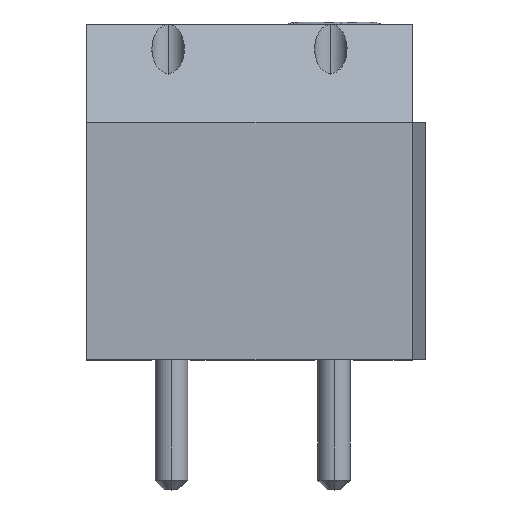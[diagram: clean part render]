
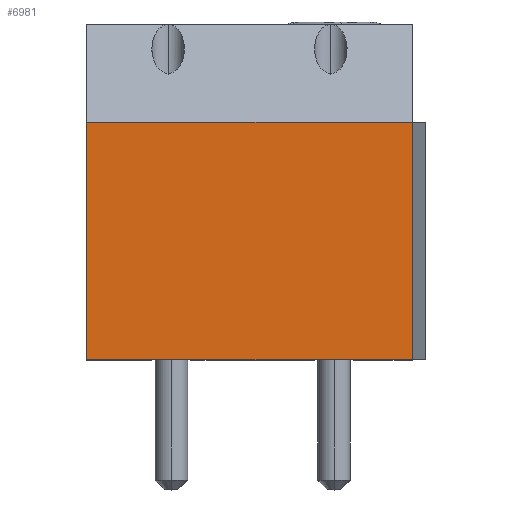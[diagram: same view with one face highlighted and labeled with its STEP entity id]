
A CAD part, top view. The second image highlights one B-rep face of the part: STEP entity #6981.
In plain terms, the highlighted planar face has unit normal (0, 0, 1).
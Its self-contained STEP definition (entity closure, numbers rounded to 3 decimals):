
#168 = CARTESIAN_POINT ( 'NONE',  ( 10., -1.333, 3.9 ) ) ;
#808 = VECTOR ( 'NONE', #7212, 1000. ) ;
#1343 = EDGE_CURVE ( 'NONE', #4917, #7234, #7210, .T. ) ;
#2032 = DIRECTION ( 'NONE',  ( 0., -1., 0. ) ) ;
#2473 = LINE ( 'NONE', #3641, #808 ) ;
#2566 = VECTOR ( 'NONE', #4197, 1000. ) ;
#2600 = EDGE_LOOP ( 'NONE', ( #3728, #4462, #3873, #7315 ) ) ;
#3071 = EDGE_CURVE ( 'NONE', #8831, #7234, #6015, .T. ) ;
#3129 = VERTEX_POINT ( 'NONE', #3883 ) ;
#3291 = PLANE ( 'NONE',  #7541 ) ;
#3630 = CARTESIAN_POINT ( 'NONE',  ( 0., 5.967, 3.9 ) ) ;
#3641 = CARTESIAN_POINT ( 'NONE',  ( 10., 5.967, 3.9 ) ) ;
#3728 = ORIENTED_EDGE ( 'NONE', *, *, #1343, .T. ) ;
#3873 = ORIENTED_EDGE ( 'NONE', *, *, #8737, .F. ) ;
#3883 = CARTESIAN_POINT ( 'NONE',  ( 10., 5.967, 3.9 ) ) ;
#4082 = FACE_OUTER_BOUND ( 'NONE', #2600, .T. ) ;
#4197 = DIRECTION ( 'NONE',  ( -1., 0., 0. ) ) ;
#4462 = ORIENTED_EDGE ( 'NONE', *, *, #3071, .F. ) ;
#4697 = DIRECTION ( 'NONE',  ( 0., 1., 0. ) ) ;
#4917 = VERTEX_POINT ( 'NONE', #3630 ) ;
#5289 = VECTOR ( 'NONE', #2032, 1000. ) ;
#5646 = EDGE_CURVE ( 'NONE', #3129, #4917, #8434, .T. ) ;
#5794 = VECTOR ( 'NONE', #7956, 1000. ) ;
#5823 = CARTESIAN_POINT ( 'NONE',  ( 10., -1.333, 3.9 ) ) ;
#6015 = LINE ( 'NONE', #168, #5794 ) ;
#6094 = CARTESIAN_POINT ( 'NONE',  ( 10., 5.967, 3.9 ) ) ;
#6263 = CARTESIAN_POINT ( 'NONE',  ( 0., -1.333, 3.9 ) ) ;
#6981 = ADVANCED_FACE ( 'NONE', ( #4082 ), #3291, .F. ) ;
#7210 = LINE ( 'NONE', #7713, #5289 ) ;
#7212 = DIRECTION ( 'NONE',  ( 0., -1., 0. ) ) ;
#7234 = VERTEX_POINT ( 'NONE', #6263 ) ;
#7315 = ORIENTED_EDGE ( 'NONE', *, *, #5646, .T. ) ;
#7541 = AXIS2_PLACEMENT_3D ( 'NONE', #6094, #8950, #4697 ) ;
#7713 = CARTESIAN_POINT ( 'NONE',  ( 0., 5.967, 3.9 ) ) ;
#7733 = CARTESIAN_POINT ( 'NONE',  ( 10., 5.967, 3.9 ) ) ;
#7956 = DIRECTION ( 'NONE',  ( -1., 0., 0. ) ) ;
#8434 = LINE ( 'NONE', #7733, #2566 ) ;
#8737 = EDGE_CURVE ( 'NONE', #3129, #8831, #2473, .T. ) ;
#8831 = VERTEX_POINT ( 'NONE', #5823 ) ;
#8950 = DIRECTION ( 'NONE',  ( 0., 0., -1. ) ) ;
